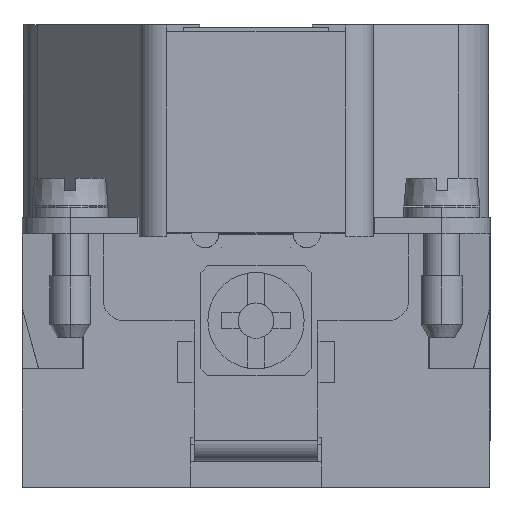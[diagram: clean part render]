
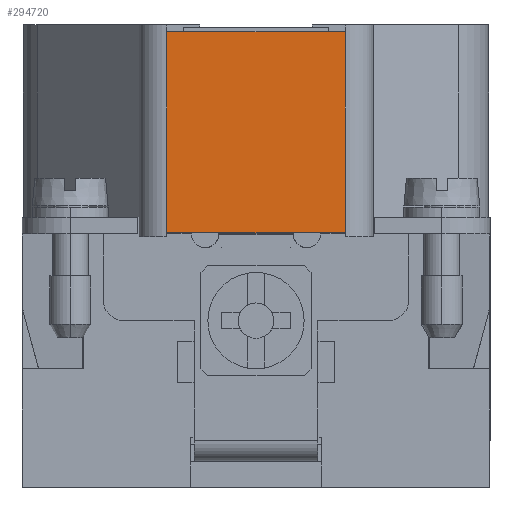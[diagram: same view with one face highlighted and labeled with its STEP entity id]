
A CAD part, left-side view. The second image highlights one B-rep face of the part: STEP entity #294720.
In plain terms, the highlighted planar face has unit normal (-1, 0, 0).
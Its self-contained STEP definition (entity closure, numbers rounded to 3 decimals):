
#293690=CARTESIAN_POINT('',(37.264,43.702,32.7));
#293700=VERTEX_POINT('',#293690);
#293850=CARTESIAN_POINT('',(37.264,43.702,18.1));
#293860=VERTEX_POINT('',#293850);
#294370=CARTESIAN_POINT('',(37.264,58.702,19.2));
#294380=DIRECTION('',(1.,0.,0.));
#294390=DIRECTION('',(0.,1.,0.));
#294400=AXIS2_PLACEMENT_3D('',#294370,#294380,#294390);
#294410=PLANE('',#294400);
#294420=CARTESIAN_POINT('',(37.264,0.,32.7));
#294430=DIRECTION('',(0.,-1.,0.));
#294440=VECTOR('',#294430,1.);
#294450=LINE('',#294420,#294440);
#294460=CARTESIAN_POINT('',(37.264,56.702,32.7));
#294470=VERTEX_POINT('',#294460);
#294480=EDGE_CURVE('',#294470,#293700,#294450,.T.);
#294490=ORIENTED_EDGE('',*,*,#294480,.F.);
#294500=CARTESIAN_POINT('',(37.264,43.702,0.));
#294510=DIRECTION('',(0.,0.,1.));
#294520=VECTOR('',#294510,1.);
#294530=LINE('',#294500,#294520);
#294540=EDGE_CURVE('',#293860,#293700,#294530,.T.);
#294550=ORIENTED_EDGE('',*,*,#294540,.T.);
#294560=CARTESIAN_POINT('',(37.264,0.,18.1));
#294570=DIRECTION('',(0.,1.,0.));
#294580=VECTOR('',#294570,1.);
#294590=LINE('',#294560,#294580);
#294600=CARTESIAN_POINT('',(37.264,56.702,18.1));
#294610=VERTEX_POINT('',#294600);
#294620=EDGE_CURVE('',#293860,#294610,#294590,.T.);
#294630=ORIENTED_EDGE('',*,*,#294620,.F.);
#294640=CARTESIAN_POINT('',(37.264,56.702,
0.));
#294650=DIRECTION('',(0.,0.,1.));
#294660=VECTOR('',#294650,1.);
#294670=LINE('',#294640,#294660);
#294680=EDGE_CURVE('',#294610,#294470,#294670,.T.);
#294690=ORIENTED_EDGE('',*,*,#294680,.F.);
#294700=EDGE_LOOP('',(#294690,#294630,#294550,#294490));
#294710=FACE_OUTER_BOUND('',#294700,.T.);
#294720=ADVANCED_FACE('',(#294710),#294410,.F.);
